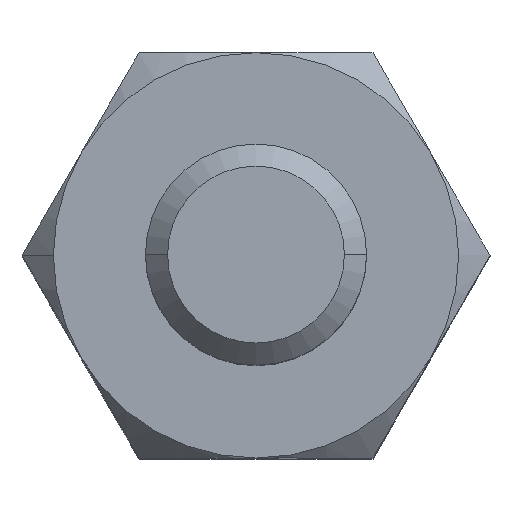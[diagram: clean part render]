
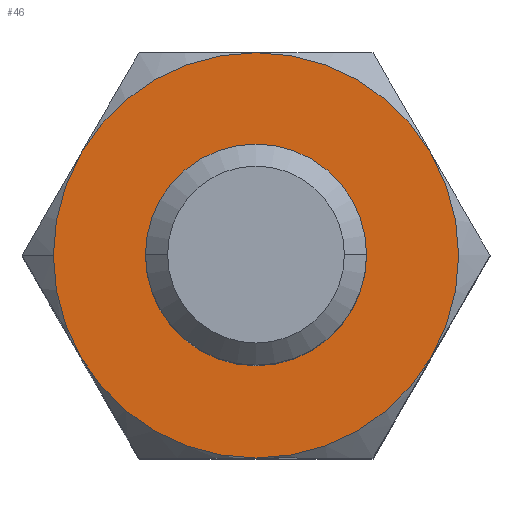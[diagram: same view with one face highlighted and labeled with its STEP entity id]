
A CAD part, top view. The second image highlights one B-rep face of the part: STEP entity #46.
In plain terms, the highlighted planar face has unit normal (0, 0, 1).
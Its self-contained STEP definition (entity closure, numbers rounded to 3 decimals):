
#4 = DIRECTION ( 'NONE',  ( 0., 0., 1. ) ) ;
#13 = EDGE_CURVE ( 'NONE', #74, #1252, #554, .T. ) ;
#34 = AXIS2_PLACEMENT_3D ( 'NONE', #812, #516, #58 ) ;
#46 = ADVANCED_FACE ( 'NONE', ( #515, #76 ), #523, .F. ) ;
#58 = DIRECTION ( 'NONE',  ( -1., 0., 0. ) ) ;
#74 = VERTEX_POINT ( 'NONE', #190 ) ;
#76 = FACE_OUTER_BOUND ( 'NONE', #193, .T. ) ;
#105 = AXIS2_PLACEMENT_3D ( 'NONE', #715, #710, #499 ) ;
#118 = CIRCLE ( 'NONE', #764, 2.75 ) ;
#128 = DIRECTION ( 'NONE',  ( -1., 0., 0. ) ) ;
#143 = CARTESIAN_POINT ( 'NONE',  ( 0., 0., 0. ) ) ;
#167 = DIRECTION ( 'NONE',  ( -1., 0., 0. ) ) ;
#190 = CARTESIAN_POINT ( 'NONE',  ( -2.382, 1.375, 0. ) ) ;
#193 = EDGE_LOOP ( 'NONE', ( #757, #1365, #1177, #1040, #531, #475, #1390 ) ) ;
#217 = DIRECTION ( 'NONE',  ( -1., 0., 0. ) ) ;
#230 = EDGE_CURVE ( 'NONE', #1096, #1024, #636, .T. ) ;
#237 = AXIS2_PLACEMENT_3D ( 'NONE', #1087, #1274, #311 ) ;
#256 = CARTESIAN_POINT ( 'NONE',  ( 2.382, 1.375, 0. ) ) ;
#311 = DIRECTION ( 'NONE',  ( -1., 0., 0. ) ) ;
#326 = AXIS2_PLACEMENT_3D ( 'NONE', #415, #843, #734 ) ;
#360 = CARTESIAN_POINT ( 'NONE',  ( -2.382, -1.375, 0. ) ) ;
#362 = CARTESIAN_POINT ( 'NONE',  ( -2.75, 0., 0. ) ) ;
#365 = DIRECTION ( 'NONE',  ( -1., 0., 0. ) ) ;
#370 = CARTESIAN_POINT ( 'NONE',  ( -1.3, 0., 0. ) ) ;
#415 = CARTESIAN_POINT ( 'NONE',  ( 0., 0., 0. ) ) ;
#437 = CARTESIAN_POINT ( 'NONE',  ( 0., 0., 0. ) ) ;
#475 = ORIENTED_EDGE ( 'NONE', *, *, #1388, .T. ) ;
#499 = DIRECTION ( 'NONE',  ( -1., 0., 0. ) ) ;
#515 = FACE_BOUND ( 'NONE', #558, .T. ) ;
#516 = DIRECTION ( 'NONE',  ( 0., 0., -1. ) ) ;
#523 = PLANE ( 'NONE',  #326 ) ;
#531 = ORIENTED_EDGE ( 'NONE', *, *, #589, .T. ) ;
#542 = DIRECTION ( 'NONE',  ( -1., 0., 0. ) ) ;
#554 = CIRCLE ( 'NONE', #1221, 2.75 ) ;
#558 = EDGE_LOOP ( 'NONE', ( #712, #630 ) ) ;
#587 = CIRCLE ( 'NONE', #105, 2.75 ) ;
#589 = EDGE_CURVE ( 'NONE', #1024, #1235, #1313, .T. ) ;
#604 = EDGE_CURVE ( 'NONE', #1252, #835, #940, .T. ) ;
#630 = ORIENTED_EDGE ( 'NONE', *, *, #975, .T. ) ;
#636 = CIRCLE ( 'NONE', #1312, 2.75 ) ;
#672 = DIRECTION ( 'NONE',  ( 0., 0., 1. ) ) ;
#678 = DIRECTION ( 'NONE',  ( 0., 0., 1. ) ) ;
#709 = CARTESIAN_POINT ( 'NONE',  ( 0., 0., 0. ) ) ;
#710 = DIRECTION ( 'NONE',  ( 0., 0., 1. ) ) ;
#712 = ORIENTED_EDGE ( 'NONE', *, *, #762, .T. ) ;
#715 = CARTESIAN_POINT ( 'NONE',  ( 0., 0., 0. ) ) ;
#718 = VERTEX_POINT ( 'NONE', #1399 ) ;
#727 = DIRECTION ( 'NONE',  ( 0., 0., 1. ) ) ;
#732 = EDGE_CURVE ( 'NONE', #1155, #74, #118, .T. ) ;
#734 = DIRECTION ( 'NONE',  ( 0., -1., 0. ) ) ;
#742 = CARTESIAN_POINT ( 'NONE',  ( 0., 2.75, 0. ) ) ;
#757 = ORIENTED_EDGE ( 'NONE', *, *, #13, .T. ) ;
#762 = EDGE_CURVE ( 'NONE', #785, #718, #850, .T. ) ;
#764 = AXIS2_PLACEMENT_3D ( 'NONE', #437, #4, #1193 ) ;
#781 = CARTESIAN_POINT ( 'NONE',  ( 0., 0., 0. ) ) ;
#785 = VERTEX_POINT ( 'NONE', #370 ) ;
#812 = CARTESIAN_POINT ( 'NONE',  ( 0., 0., 0. ) ) ;
#835 = VERTEX_POINT ( 'NONE', #360 ) ;
#843 = DIRECTION ( 'NONE',  ( 0., 0., -1. ) ) ;
#850 = CIRCLE ( 'NONE', #237, 1.3 ) ;
#858 = CIRCLE ( 'NONE', #34, 1.3 ) ;
#940 = CIRCLE ( 'NONE', #1112, 2.75 ) ;
#945 = CIRCLE ( 'NONE', #1094, 2.75 ) ;
#956 = CARTESIAN_POINT ( 'NONE',  ( 0., -2.75, 0. ) ) ;
#975 = EDGE_CURVE ( 'NONE', #718, #785, #858, .T. ) ;
#988 = CARTESIAN_POINT ( 'NONE',  ( 0., 0., 0. ) ) ;
#1016 = EDGE_CURVE ( 'NONE', #835, #1096, #945, .T. ) ;
#1024 = VERTEX_POINT ( 'NONE', #1056 ) ;
#1040 = ORIENTED_EDGE ( 'NONE', *, *, #230, .T. ) ;
#1056 = CARTESIAN_POINT ( 'NONE',  ( 2.382, -1.375, 0. ) ) ;
#1082 = DIRECTION ( 'NONE',  ( 0., 0., 1. ) ) ;
#1087 = CARTESIAN_POINT ( 'NONE',  ( 0., 0., 0. ) ) ;
#1094 = AXIS2_PLACEMENT_3D ( 'NONE', #709, #1133, #167 ) ;
#1096 = VERTEX_POINT ( 'NONE', #956 ) ;
#1112 = AXIS2_PLACEMENT_3D ( 'NONE', #988, #678, #365 ) ;
#1133 = DIRECTION ( 'NONE',  ( 0., 0., 1. ) ) ;
#1155 = VERTEX_POINT ( 'NONE', #742 ) ;
#1177 = ORIENTED_EDGE ( 'NONE', *, *, #1016, .T. ) ;
#1184 = CARTESIAN_POINT ( 'NONE',  ( 0., 0., 0. ) ) ;
#1193 = DIRECTION ( 'NONE',  ( 1., 0., 0. ) ) ;
#1221 = AXIS2_PLACEMENT_3D ( 'NONE', #1184, #727, #217 ) ;
#1235 = VERTEX_POINT ( 'NONE', #256 ) ;
#1242 = AXIS2_PLACEMENT_3D ( 'NONE', #143, #672, #128 ) ;
#1252 = VERTEX_POINT ( 'NONE', #362 ) ;
#1274 = DIRECTION ( 'NONE',  ( 0., 0., -1. ) ) ;
#1312 = AXIS2_PLACEMENT_3D ( 'NONE', #781, #1082, #542 ) ;
#1313 = CIRCLE ( 'NONE', #1242, 2.75 ) ;
#1365 = ORIENTED_EDGE ( 'NONE', *, *, #604, .T. ) ;
#1388 = EDGE_CURVE ( 'NONE', #1235, #1155, #587, .T. ) ;
#1390 = ORIENTED_EDGE ( 'NONE', *, *, #732, .T. ) ;
#1399 = CARTESIAN_POINT ( 'NONE',  ( 1.3, 0., 0. ) ) ;
